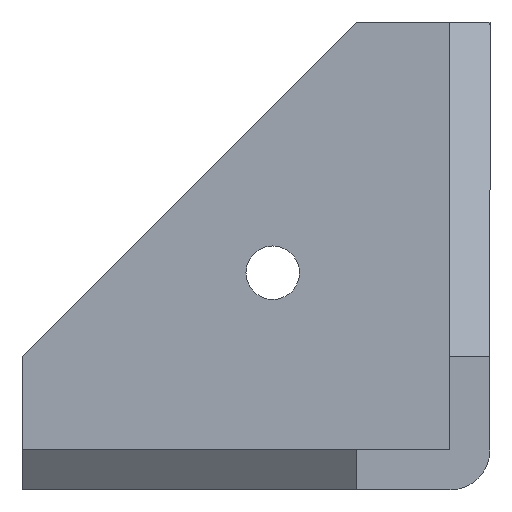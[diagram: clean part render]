
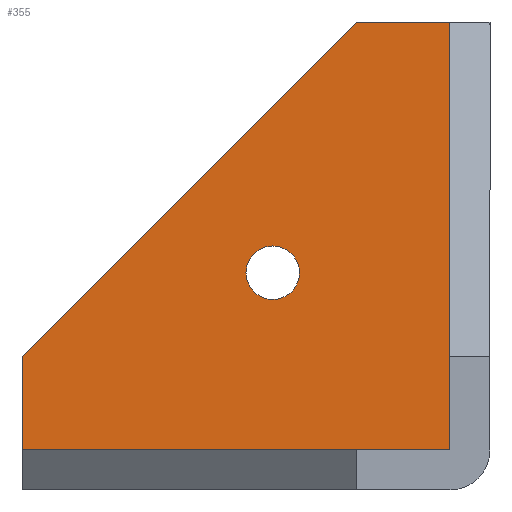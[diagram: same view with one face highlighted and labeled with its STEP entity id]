
A CAD part, left-side view. The second image highlights one B-rep face of the part: STEP entity #355.
In plain terms, the highlighted planar face has unit normal (-1, 0, 0).
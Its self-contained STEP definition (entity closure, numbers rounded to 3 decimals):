
#17=FACE_BOUND('',#68,.T.);
#26=PLANE('',#400);
#46=FACE_OUTER_BOUND('',#67,.T.);
#67=EDGE_LOOP('',(#298,#299,#300,#301,#302));
#68=EDGE_LOOP('',(#303));
#90=LINE('',#559,#126);
#100=LINE('',#580,#136);
#106=LINE('',#591,#142);
#107=LINE('',#592,#143);
#108=LINE('',#593,#144);
#126=VECTOR('',#461,10.);
#136=VECTOR('',#477,10.);
#142=VECTOR('',#487,10.);
#143=VECTOR('',#488,10.);
#144=VECTOR('',#489,10.);
#153=CIRCLE('',#381,2.);
#165=VERTEX_POINT('',#517);
#179=VERTEX_POINT('',#556);
#180=VERTEX_POINT('',#558);
#187=VERTEX_POINT('',#578);
#188=VERTEX_POINT('',#579);
#191=VERTEX_POINT('',#590);
#198=EDGE_CURVE('',#165,#165,#153,.T.);
#217=EDGE_CURVE('',#180,#179,#90,.T.);
#227=EDGE_CURVE('',#187,#188,#100,.T.);
#233=EDGE_CURVE('',#188,#191,#106,.T.);
#234=EDGE_CURVE('',#191,#180,#107,.T.);
#235=EDGE_CURVE('',#187,#179,#108,.T.);
#298=ORIENTED_EDGE('',*,*,#227,.T.);
#299=ORIENTED_EDGE('',*,*,#233,.T.);
#300=ORIENTED_EDGE('',*,*,#234,.T.);
#301=ORIENTED_EDGE('',*,*,#217,.T.);
#302=ORIENTED_EDGE('',*,*,#235,.F.);
#303=ORIENTED_EDGE('',*,*,#198,.T.);
#355=ADVANCED_FACE('',(#46,#17),#26,.T.);
#381=AXIS2_PLACEMENT_3D('',#519,#421,#422);
#400=AXIS2_PLACEMENT_3D('',#589,#485,#486);
#421=DIRECTION('center_axis',(1.,0.,0.));
#422=DIRECTION('ref_axis',(0.,-1.,0.));
#461=DIRECTION('',(0.,0.,-1.));
#477=DIRECTION('',(0.,0.,1.));
#485=DIRECTION('center_axis',(-1.,0.,0.));
#486=DIRECTION('ref_axis',(0.,0.,1.));
#487=DIRECTION('',(0.,1.,0.));
#488=DIRECTION('',(0.,0.707,-0.707));
#489=DIRECTION('',(0.,1.,0.));
#517=CARTESIAN_POINT('',(420.,-344.75,-56.75));
#519=CARTESIAN_POINT('Origin',(420.,-346.75,-56.75));
#556=CARTESIAN_POINT('',(420.,-328.,-70.));
#558=CARTESIAN_POINT('',(420.,-328.,-63.));
#559=CARTESIAN_POINT('',(420.,-328.,-63.));
#578=CARTESIAN_POINT('',(420.,-360.,-70.));
#579=CARTESIAN_POINT('',(420.,-360.,-38.));
#580=CARTESIAN_POINT('',(420.,-360.,-55.5));
#589=CARTESIAN_POINT('Origin',(420.,-345.5,-55.5));
#590=CARTESIAN_POINT('',(420.,-353.,-38.));
#591=CARTESIAN_POINT('',(420.,-363.,-38.));
#592=CARTESIAN_POINT('',(420.,-353.,-38.));
#593=CARTESIAN_POINT('',(420.,-345.5,-70.));
